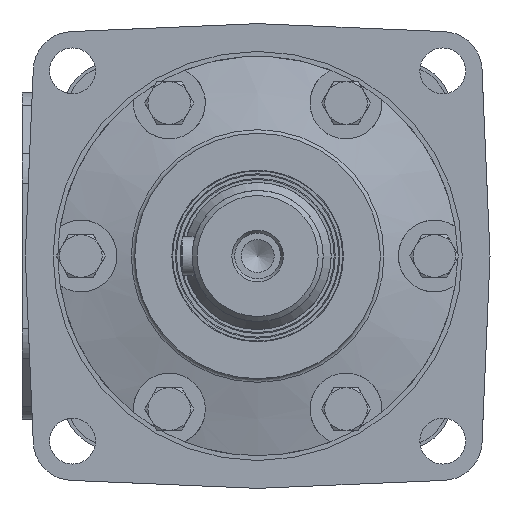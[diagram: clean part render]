
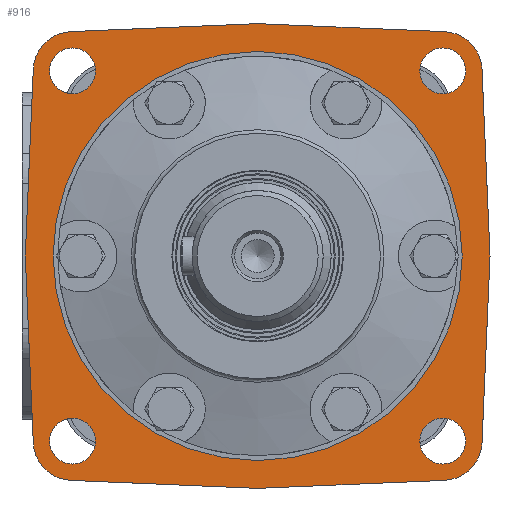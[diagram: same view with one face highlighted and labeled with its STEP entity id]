
A CAD part, left-side view. The second image highlights one B-rep face of the part: STEP entity #916.
In plain terms, the highlighted planar face has unit normal (-1, 0, 0).
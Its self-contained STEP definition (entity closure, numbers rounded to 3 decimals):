
#916 = ADVANCED_FACE( '', ( #2192, #2193, #2194, #2195, #2196, #2197 ), #2198, .F. );
#2192 = FACE_BOUND( '', #3964, .T. );
#2193 = FACE_BOUND( '', #3965, .T. );
#2194 = FACE_BOUND( '', #3966, .T. );
#2195 = FACE_BOUND( '', #3967, .T. );
#2196 = FACE_BOUND( '', #3968, .T. );
#2197 = FACE_OUTER_BOUND( '', #3969, .T. );
#2198 = PLANE( '', #3970 );
#3964 = EDGE_LOOP( '', ( #6438 ) );
#3965 = EDGE_LOOP( '', ( #6439 ) );
#3966 = EDGE_LOOP( '', ( #6440 ) );
#3967 = EDGE_LOOP( '', ( #6441 ) );
#3968 = EDGE_LOOP( '', ( #6442 ) );
#3969 = EDGE_LOOP( '', ( #6443, #6444, #6445, #6446, #6447, #6448, #6449, #6450, #6451, #6452, #6453, #6454 ) );
#3970 = AXIS2_PLACEMENT_3D( '', #6455, #6456, #6457 );
#6438 = ORIENTED_EDGE( '', *, *, #10244, .T. );
#6439 = ORIENTED_EDGE( '', *, *, #10245, .T. );
#6440 = ORIENTED_EDGE( '', *, *, #10246, .T. );
#6441 = ORIENTED_EDGE( '', *, *, #10247, .T. );
#6442 = ORIENTED_EDGE( '', *, *, #10248, .T. );
#6443 = ORIENTED_EDGE( '', *, *, #9831, .F. );
#6444 = ORIENTED_EDGE( '', *, *, #10115, .F. );
#6445 = ORIENTED_EDGE( '', *, *, #9916, .F. );
#6446 = ORIENTED_EDGE( '', *, *, #10249, .F. );
#6447 = ORIENTED_EDGE( '', *, *, #10250, .F. );
#6448 = ORIENTED_EDGE( '', *, *, #10251, .F. );
#6449 = ORIENTED_EDGE( '', *, *, #10227, .F. );
#6450 = ORIENTED_EDGE( '', *, *, #10252, .F. );
#6451 = ORIENTED_EDGE( '', *, *, #10253, .F. );
#6452 = ORIENTED_EDGE( '', *, *, #10254, .F. );
#6453 = ORIENTED_EDGE( '', *, *, #10255, .F. );
#6454 = ORIENTED_EDGE( '', *, *, #10256, .F. );
#6455 = CARTESIAN_POINT( '', ( 30.5, -56.569, 56.569 ) );
#6456 = DIRECTION( '', ( 1., 0., 0. ) );
#6457 = DIRECTION( '', ( 0., 0., -1. ) );
#9831 = EDGE_CURVE( '', #11603, #11605, #11606, .T. );
#9916 = EDGE_CURVE( '', #11757, #11759, #11760, .T. );
#10115 = EDGE_CURVE( '', #11759, #11603, #12090, .T. );
#10227 = EDGE_CURVE( '', #12267, #12269, #12270, .T. );
#10244 = EDGE_CURVE( '', #12296, #12296, #12297, .T. );
#10245 = EDGE_CURVE( '', #12298, #12298, #12299, .T. );
#10246 = EDGE_CURVE( '', #12300, #12300, #12301, .T. );
#10247 = EDGE_CURVE( '', #12302, #12302, #12303, .T. );
#10248 = EDGE_CURVE( '', #12304, #12304, #12305, .T. );
#10249 = EDGE_CURVE( '', #12306, #11757, #12307, .T. );
#10250 = EDGE_CURVE( '', #12308, #12306, #12309, .T. );
#10251 = EDGE_CURVE( '', #12269, #12308, #12310, .T. );
#10252 = EDGE_CURVE( '', #12311, #12267, #12312, .T. );
#10253 = EDGE_CURVE( '', #12313, #12311, #12314, .T. );
#10254 = EDGE_CURVE( '', #12315, #12313, #12316, .T. );
#10255 = EDGE_CURVE( '', #12317, #12315, #12318, .T. );
#10256 = EDGE_CURVE( '', #11605, #12317, #12319, .T. );
#11603 = VERTEX_POINT( '', #14181 );
#11605 = VERTEX_POINT( '', #14184 );
#11606 = LINE( '', #14185, #14186 );
#11757 = VERTEX_POINT( '', #14397 );
#11759 = VERTEX_POINT( '', #14400 );
#11760 = LINE( '', #14401, #14402 );
#12090 = CIRCLE( '', #14980, 12. );
#12267 = VERTEX_POINT( '', #15301 );
#12269 = VERTEX_POINT( '', #15304 );
#12270 = LINE( '', #15305, #15306 );
#12296 = VERTEX_POINT( '', #15344 );
#12297 = CIRCLE( '', #15345, 62.5 );
#12298 = VERTEX_POINT( '', #15346 );
#12299 = CIRCLE( '', #15347, 7. );
#12300 = VERTEX_POINT( '', #15348 );
#12301 = CIRCLE( '', #15349, 7. );
#12302 = VERTEX_POINT( '', #15350 );
#12303 = CIRCLE( '', #15351, 7. );
#12304 = VERTEX_POINT( '', #15352 );
#12305 = CIRCLE( '', #15353, 7. );
#12306 = VERTEX_POINT( '', #15354 );
#12307 = LINE( '', #15355, #15356 );
#12308 = VERTEX_POINT( '', #15357 );
#12309 = CIRCLE( '', #15358, 12. );
#12310 = LINE( '', #15359, #15360 );
#12311 = VERTEX_POINT( '', #15361 );
#12312 = CIRCLE( '', #15362, 12. );
#12313 = VERTEX_POINT( '', #15363 );
#12314 = LINE( '', #15364, #15365 );
#12315 = VERTEX_POINT( '', #15366 );
#12316 = LINE( '', #15367, #15368 );
#12317 = VERTEX_POINT( '', #15369 );
#12318 = CIRCLE( '', #15370, 12. );
#12319 = LINE( '', #15371, #15372 );
#14181 = CARTESIAN_POINT( '', ( 30.5, 57.082, 68.558 ) );
#14184 = CARTESIAN_POINT( '', ( 30.5, 0., 71. ) );
#14185 = CARTESIAN_POINT( '', ( 30.5, 57.082, 68.558 ) );
#14186 = VECTOR( '', #18335, 1000. );
#14397 = CARTESIAN_POINT( '', ( 30.5, 71., 0. ) );
#14400 = CARTESIAN_POINT( '', ( 30.5, 68.558, 57.082 ) );
#14401 = CARTESIAN_POINT( '', ( 30.5, 71., 0. ) );
#14402 = VECTOR( '', #18467, 1000. );
#14980 = AXIS2_PLACEMENT_3D( '', #18749, #18750, #18751 );
#15301 = CARTESIAN_POINT( '', ( 30.5, -57.082, -68.558 ) );
#15304 = CARTESIAN_POINT( '', ( 30.5, 0., -71. ) );
#15305 = CARTESIAN_POINT( '', ( 30.5, -57.082, -68.558 ) );
#15306 = VECTOR( '', #18881, 1000. );
#15344 = CARTESIAN_POINT( '', ( 30.5, 0., -62.5 ) );
#15345 = AXIS2_PLACEMENT_3D( '', #18908, #18909, #18910 );
#15346 = CARTESIAN_POINT( '', ( 30.5, -56.57, 49.57 ) );
#15347 = AXIS2_PLACEMENT_3D( '', #18911, #18912, #18913 );
#15348 = CARTESIAN_POINT( '', ( 30.5, 56.57, 49.57 ) );
#15349 = AXIS2_PLACEMENT_3D( '', #18914, #18915, #18916 );
#15350 = CARTESIAN_POINT( '', ( 30.5, -56.57, -63.57 ) );
#15351 = AXIS2_PLACEMENT_3D( '', #18917, #18918, #18919 );
#15352 = CARTESIAN_POINT( '', ( 30.5, 56.57, -63.57 ) );
#15353 = AXIS2_PLACEMENT_3D( '', #18920, #18921, #18922 );
#15354 = CARTESIAN_POINT( '', ( 30.5, 68.558, -57.082 ) );
#15355 = CARTESIAN_POINT( '', ( 30.5, 68.558, -57.082 ) );
#15356 = VECTOR( '', #18923, 1000. );
#15357 = CARTESIAN_POINT( '', ( 30.5, 57.082, -68.558 ) );
#15358 = AXIS2_PLACEMENT_3D( '', #18924, #18925, #18926 );
#15359 = CARTESIAN_POINT( '', ( 30.5, 0., -71. ) );
#15360 = VECTOR( '', #18927, 1000. );
#15361 = CARTESIAN_POINT( '', ( 30.5, -68.558, -57.082 ) );
#15362 = AXIS2_PLACEMENT_3D( '', #18928, #18929, #18930 );
#15363 = CARTESIAN_POINT( '', ( 30.5, -71., 0. ) );
#15364 = CARTESIAN_POINT( '', ( 30.5, -71., 0. ) );
#15365 = VECTOR( '', #18931, 1000. );
#15366 = CARTESIAN_POINT( '', ( 30.5, -68.558, 57.082 ) );
#15367 = CARTESIAN_POINT( '', ( 30.5, -68.558, 57.082 ) );
#15368 = VECTOR( '', #18932, 1000. );
#15369 = CARTESIAN_POINT( '', ( 30.5, -57.082, 68.558 ) );
#15370 = AXIS2_PLACEMENT_3D( '', #18933, #18934, #18935 );
#15371 = CARTESIAN_POINT( '', ( 30.5, 0., 71. ) );
#15372 = VECTOR( '', #18936, 1000. );
#18335 = DIRECTION( '', ( 0., -0.999, 0.043 ) );
#18467 = DIRECTION( '', ( 0., -0.043, 0.999 ) );
#18749 = CARTESIAN_POINT( '', ( 30.5, 56.569, 56.569 ) );
#18750 = DIRECTION( '', ( 1., 0., 0. ) );
#18751 = DIRECTION( '', ( 0., 0., -1. ) );
#18881 = DIRECTION( '', ( 0., 0.999, -0.043 ) );
#18908 = CARTESIAN_POINT( '', ( 30.5, 0., 0. ) );
#18909 = DIRECTION( '', ( 1., 0., 0. ) );
#18910 = DIRECTION( '', ( 0., 0., -1. ) );
#18911 = CARTESIAN_POINT( '', ( 30.5, -56.57, 56.57 ) );
#18912 = DIRECTION( '', ( 1., 0., 0. ) );
#18913 = DIRECTION( '', ( 0., 0., -1. ) );
#18914 = CARTESIAN_POINT( '', ( 30.5, 56.57, 56.57 ) );
#18915 = DIRECTION( '', ( 1., 0., 0. ) );
#18916 = DIRECTION( '', ( 0., 0., -1. ) );
#18917 = CARTESIAN_POINT( '', ( 30.5, -56.57, -56.57 ) );
#18918 = DIRECTION( '', ( 1., 0., 0. ) );
#18919 = DIRECTION( '', ( 0., 0., -1. ) );
#18920 = CARTESIAN_POINT( '', ( 30.5, 56.57, -56.57 ) );
#18921 = DIRECTION( '', ( 1., 0., 0. ) );
#18922 = DIRECTION( '', ( 0., 0., -1. ) );
#18923 = DIRECTION( '', ( 0., 0.043, 0.999 ) );
#18924 = CARTESIAN_POINT( '', ( 30.5, 56.569, -56.569 ) );
#18925 = DIRECTION( '', ( 1., 0., 0. ) );
#18926 = DIRECTION( '', ( 0., 0., -1. ) );
#18927 = DIRECTION( '', ( 0., 0.999, 0.043 ) );
#18928 = CARTESIAN_POINT( '', ( 30.5, -56.569, -56.569 ) );
#18929 = DIRECTION( '', ( 1., 0., 0. ) );
#18930 = DIRECTION( '', ( 0., 0., -1. ) );
#18931 = DIRECTION( '', ( 0., 0.043, -0.999 ) );
#18932 = DIRECTION( '', ( 0., -0.043, -0.999 ) );
#18933 = CARTESIAN_POINT( '', ( 30.5, -56.569, 56.569 ) );
#18934 = DIRECTION( '', ( 1., 0., 0. ) );
#18935 = DIRECTION( '', ( 0., 0., -1. ) );
#18936 = DIRECTION( '', ( 0., -0.999, -0.043 ) );
